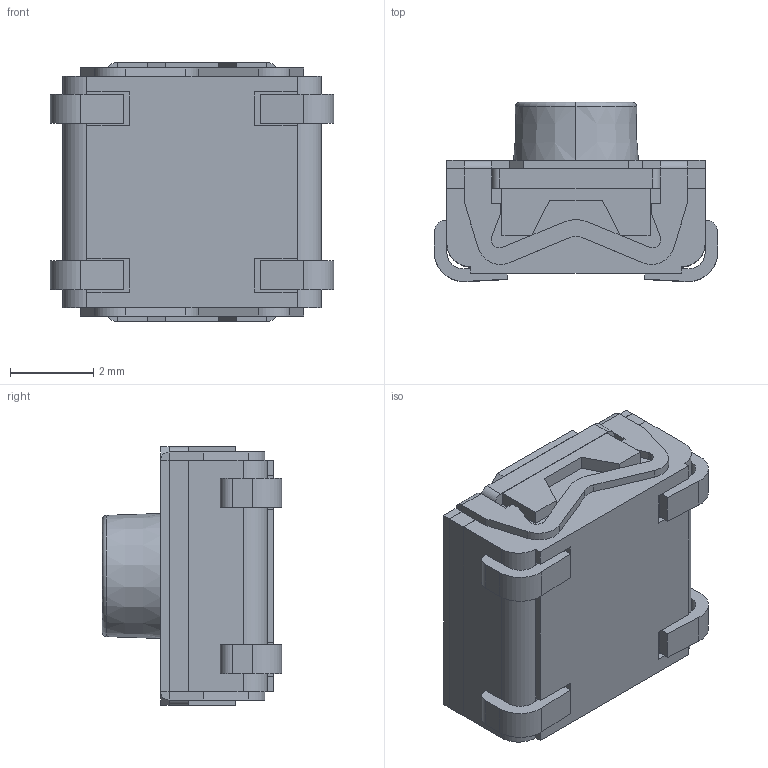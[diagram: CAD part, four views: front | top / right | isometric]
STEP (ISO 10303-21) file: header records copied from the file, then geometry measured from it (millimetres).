
FILE_DESCRIPTION (( 'STEP AP214' ), '1' );
FILE_NAME ('KSC721J LFS.STEP', '2025-03-19T06:36:17', ( '' ), ( '' ), 'SwSTEP 2.0', 'SolidWorks 2021', '' );
FILE_SCHEMA (( 'AUTOMOTIVE_DESIGN' ));
Length unit declared in the file: millimetre
Products named in the file (1): KSC721J LFS
Bounding box: 6.8 x 4.3 x 6.2 mm (x, y, z)
Volume: 107.2 mm3; surface area: 330.6 mm2
Topology: 7 solids, 7 shells, 195 faces, 510 edges, 326 vertices
Faces by surface type: plane 149, cylinder 42, torus 2, cone 2
Entity records: 6000 total; most frequent: CARTESIAN_POINT 1032, ORIENTED_EDGE 1020, DIRECTION 994, EDGE_CURVE 510, LINE 418, VECTOR 418, VERTEX_POINT 326, AXIS2_PLACEMENT_3D 288
